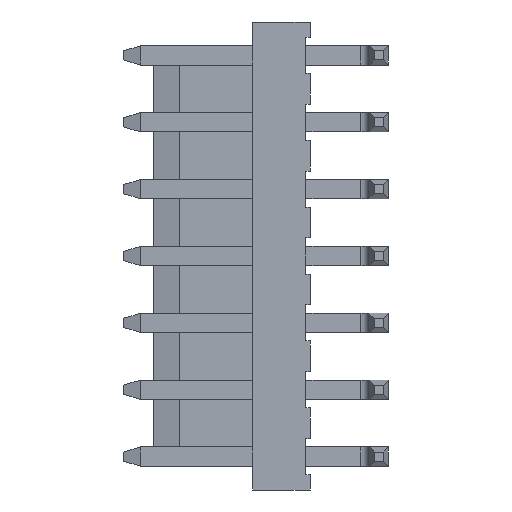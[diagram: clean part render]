
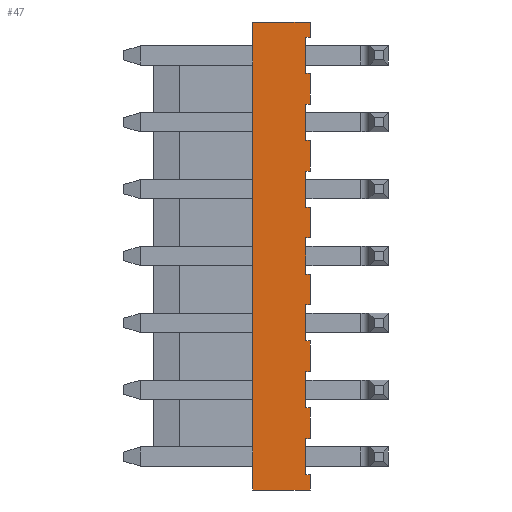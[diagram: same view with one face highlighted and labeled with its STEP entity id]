
A CAD part, left-side view. The second image highlights one B-rep face of the part: STEP entity #47.
In plain terms, the highlighted planar face has unit normal (-1, 0, 0).
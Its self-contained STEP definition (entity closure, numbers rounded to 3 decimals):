
#47=ADVANCED_FACE('',(#247),#248,.T.);
#247=FACE_OUTER_BOUND('',#657,.T.);
#248=PLANE('',#658);
#657=EDGE_LOOP('',(#1072,#1073,#1074,#1075,#1076,#1077,#1078,#1079,#1080,#1081,#1082,#1083,#1084,#1085,#1086,#1087,#1088,#1089,#1090,#1091,#1092,#1093,#1094,#1095,#1096,#1097,#1098,#1099,#1100,#1101,#1102,#1103));
#658=AXIS2_PLACEMENT_3D('',#1104,#1105,#1106);
#1072=ORIENTED_EDGE('',*,*,#2639,.F.);
#1073=ORIENTED_EDGE('',*,*,#2640,.T.);
#1074=ORIENTED_EDGE('',*,*,#2641,.T.);
#1075=ORIENTED_EDGE('',*,*,#2642,.T.);
#1076=ORIENTED_EDGE('',*,*,#2643,.F.);
#1077=ORIENTED_EDGE('',*,*,#2644,.T.);
#1078=ORIENTED_EDGE('',*,*,#2645,.T.);
#1079=ORIENTED_EDGE('',*,*,#2646,.T.);
#1080=ORIENTED_EDGE('',*,*,#2647,.F.);
#1081=ORIENTED_EDGE('',*,*,#2648,.T.);
#1082=ORIENTED_EDGE('',*,*,#2649,.T.);
#1083=ORIENTED_EDGE('',*,*,#2650,.T.);
#1084=ORIENTED_EDGE('',*,*,#2651,.F.);
#1085=ORIENTED_EDGE('',*,*,#2652,.T.);
#1086=ORIENTED_EDGE('',*,*,#2653,.T.);
#1087=ORIENTED_EDGE('',*,*,#2654,.T.);
#1088=ORIENTED_EDGE('',*,*,#2655,.F.);
#1089=ORIENTED_EDGE('',*,*,#2656,.T.);
#1090=ORIENTED_EDGE('',*,*,#2657,.T.);
#1091=ORIENTED_EDGE('',*,*,#2658,.T.);
#1092=ORIENTED_EDGE('',*,*,#2659,.F.);
#1093=ORIENTED_EDGE('',*,*,#2660,.T.);
#1094=ORIENTED_EDGE('',*,*,#2661,.T.);
#1095=ORIENTED_EDGE('',*,*,#2662,.T.);
#1096=ORIENTED_EDGE('',*,*,#2663,.F.);
#1097=ORIENTED_EDGE('',*,*,#2664,.T.);
#1098=ORIENTED_EDGE('',*,*,#2665,.F.);
#1099=ORIENTED_EDGE('',*,*,#2666,.F.);
#1100=ORIENTED_EDGE('',*,*,#2638,.T.);
#1101=ORIENTED_EDGE('',*,*,#2667,.T.);
#1102=ORIENTED_EDGE('',*,*,#2668,.T.);
#1103=ORIENTED_EDGE('',*,*,#2669,.T.);
#1104=CARTESIAN_POINT('',(0.0,1.7,-13.86));
#1105=DIRECTION('',(-1.0,0.0,0.0));
#1106=DIRECTION('',(0.0,0.0,1.0));
#2638=EDGE_CURVE('',#3124,#3128,#3130,.T.);
#2639=EDGE_CURVE('',#3131,#3132,#3133,.T.);
#2640=EDGE_CURVE('',#3131,#3134,#3135,.T.);
#2641=EDGE_CURVE('',#3134,#3136,#3137,.T.);
#2642=EDGE_CURVE('',#3136,#3138,#3139,.T.);
#2643=EDGE_CURVE('',#3140,#3138,#3141,.T.);
#2644=EDGE_CURVE('',#3140,#3142,#3143,.T.);
#2645=EDGE_CURVE('',#3142,#3144,#3145,.T.);
#2646=EDGE_CURVE('',#3144,#3146,#3147,.T.);
#2647=EDGE_CURVE('',#3148,#3146,#3149,.T.);
#2648=EDGE_CURVE('',#3148,#3150,#3151,.T.);
#2649=EDGE_CURVE('',#3150,#3152,#3153,.T.);
#2650=EDGE_CURVE('',#3152,#3154,#3155,.T.);
#2651=EDGE_CURVE('',#3156,#3154,#3157,.T.);
#2652=EDGE_CURVE('',#3156,#3158,#3159,.T.);
#2653=EDGE_CURVE('',#3158,#3160,#3161,.T.);
#2654=EDGE_CURVE('',#3160,#3162,#3163,.T.);
#2655=EDGE_CURVE('',#3164,#3162,#3165,.T.);
#2656=EDGE_CURVE('',#3164,#3166,#3167,.T.);
#2657=EDGE_CURVE('',#3166,#3168,#3169,.T.);
#2658=EDGE_CURVE('',#3168,#3170,#3171,.T.);
#2659=EDGE_CURVE('',#3172,#3170,#3173,.T.);
#2660=EDGE_CURVE('',#3172,#3174,#3175,.T.);
#2661=EDGE_CURVE('',#3174,#3176,#3177,.T.);
#2662=EDGE_CURVE('',#3176,#3178,#3179,.T.);
#2663=EDGE_CURVE('',#3180,#3178,#3181,.T.);
#2664=EDGE_CURVE('',#3180,#3182,#3183,.T.);
#2665=EDGE_CURVE('',#3184,#3182,#3185,.T.);
#2666=EDGE_CURVE('',#3124,#3184,#3186,.T.);
#2667=EDGE_CURVE('',#3128,#3187,#3188,.T.);
#2668=EDGE_CURVE('',#3187,#3189,#3190,.T.);
#2669=EDGE_CURVE('',#3189,#3132,#3191,.T.);
#3124=VERTEX_POINT('',#3918);
#3128=VERTEX_POINT('',#3924);
#3130=LINE('',#3927,#3928);
#3131=VERTEX_POINT('',#3929);
#3132=VERTEX_POINT('',#3930);
#3133=LINE('',#3931,#3932);
#3134=VERTEX_POINT('',#3933);
#3135=LINE('',#3934,#3935);
#3136=VERTEX_POINT('',#3936);
#3137=LINE('',#3937,#3938);
#3138=VERTEX_POINT('',#3939);
#3139=LINE('',#3940,#3941);
#3140=VERTEX_POINT('',#3942);
#3141=LINE('',#3943,#3944);
#3142=VERTEX_POINT('',#3945);
#3143=LINE('',#3946,#3947);
#3144=VERTEX_POINT('',#3948);
#3145=LINE('',#3949,#3950);
#3146=VERTEX_POINT('',#3951);
#3147=LINE('',#3952,#3953);
#3148=VERTEX_POINT('',#3954);
#3149=LINE('',#3955,#3956);
#3150=VERTEX_POINT('',#3957);
#3151=LINE('',#3958,#3959);
#3152=VERTEX_POINT('',#3960);
#3153=LINE('',#3961,#3962);
#3154=VERTEX_POINT('',#3963);
#3155=LINE('',#3964,#3965);
#3156=VERTEX_POINT('',#3966);
#3157=LINE('',#3967,#3968);
#3158=VERTEX_POINT('',#3969);
#3159=LINE('',#3970,#3971);
#3160=VERTEX_POINT('',#3972);
#3161=LINE('',#3973,#3974);
#3162=VERTEX_POINT('',#3975);
#3163=LINE('',#3976,#3977);
#3164=VERTEX_POINT('',#3978);
#3165=LINE('',#3979,#3980);
#3166=VERTEX_POINT('',#3981);
#3167=LINE('',#3982,#3983);
#3168=VERTEX_POINT('',#3984);
#3169=LINE('',#3985,#3986);
#3170=VERTEX_POINT('',#3987);
#3171=LINE('',#3988,#3989);
#3172=VERTEX_POINT('',#3990);
#3173=LINE('',#3991,#3992);
#3174=VERTEX_POINT('',#3993);
#3175=LINE('',#3994,#3995);
#3176=VERTEX_POINT('',#3996);
#3177=LINE('',#3997,#3998);
#3178=VERTEX_POINT('',#3999);
#3179=LINE('',#4000,#4001);
#3180=VERTEX_POINT('',#4002);
#3181=LINE('',#4003,#4004);
#3182=VERTEX_POINT('',#4005);
#3183=LINE('',#4006,#4007);
#3184=VERTEX_POINT('',#4008);
#3185=LINE('',#4009,#4010);
#3186=LINE('',#4011,#4012);
#3187=VERTEX_POINT('',#4013);
#3188=LINE('',#4014,#4015);
#3189=VERTEX_POINT('',#4016);
#3190=LINE('',#4017,#4018);
#3191=LINE('',#4019,#4020);
#3918=CARTESIAN_POINT('',(0.0,1.7,-13.86));
#3924=CARTESIAN_POINT('',(0.0,-1.7,-13.86));
#3927=CARTESIAN_POINT('',(0.0,1.7,-13.86));
#3928=VECTOR('',#5174,3.4);
#3929=CARTESIAN_POINT('',(0.0,-1.7,-10.81));
#3930=CARTESIAN_POINT('',(0.0,-1.45,-10.81));
#3931=CARTESIAN_POINT('',(0.0,-1.7,-10.81));
#3932=VECTOR('',#5175,0.25);
#3933=CARTESIAN_POINT('',(0.0,-1.7,-8.99));
#3934=CARTESIAN_POINT('',(0.0,-1.7,-10.81));
#3935=VECTOR('',#5176,1.82);
#3936=CARTESIAN_POINT('',(0.0,-1.45,-8.99));
#3937=CARTESIAN_POINT('',(0.0,-1.7,-8.99));
#3938=VECTOR('',#5177,0.25);
#3939=CARTESIAN_POINT('',(0.0,-1.45,-6.85));
#3940=CARTESIAN_POINT('',(0.0,-1.45,-8.99));
#3941=VECTOR('',#5178,2.14);
#3942=CARTESIAN_POINT('',(0.0,-1.7,-6.85));
#3943=CARTESIAN_POINT('',(0.0,-1.7,-6.85));
#3944=VECTOR('',#5179,0.25);
#3945=CARTESIAN_POINT('',(0.0,-1.7,-5.03));
#3946=CARTESIAN_POINT('',(0.0,-1.7,-6.85));
#3947=VECTOR('',#5180,1.82);
#3948=CARTESIAN_POINT('',(0.0,-1.45,-5.03));
#3949=CARTESIAN_POINT('',(0.0,-1.7,-5.03));
#3950=VECTOR('',#5181,0.25);
#3951=CARTESIAN_POINT('',(0.0,-1.45,-2.89));
#3952=CARTESIAN_POINT('',(0.0,-1.45,-5.03));
#3953=VECTOR('',#5182,2.14);
#3954=CARTESIAN_POINT('',(0.0,-1.7,-2.89));
#3955=CARTESIAN_POINT('',(0.0,-1.7,-2.89));
#3956=VECTOR('',#5183,0.25);
#3957=CARTESIAN_POINT('',(0.0,-1.7,-1.07));
#3958=CARTESIAN_POINT('',(0.0,-1.7,-2.89));
#3959=VECTOR('',#5184,1.82);
#3960=CARTESIAN_POINT('',(0.0,-1.45,-1.07));
#3961=CARTESIAN_POINT('',(0.0,-1.7,-1.07));
#3962=VECTOR('',#5185,0.25);
#3963=CARTESIAN_POINT('',(0.0,-1.45,1.07));
#3964=CARTESIAN_POINT('',(0.0,-1.45,-1.07));
#3965=VECTOR('',#5186,2.14);
#3966=CARTESIAN_POINT('',(0.0,-1.7,1.07));
#3967=CARTESIAN_POINT('',(0.0,-1.7,1.07));
#3968=VECTOR('',#5187,0.25);
#3969=CARTESIAN_POINT('',(0.0,-1.7,2.89));
#3970=CARTESIAN_POINT('',(0.0,-1.7,1.07));
#3971=VECTOR('',#5188,1.82);
#3972=CARTESIAN_POINT('',(0.0,-1.45,2.89));
#3973=CARTESIAN_POINT('',(0.0,-1.7,2.89));
#3974=VECTOR('',#5189,0.25);
#3975=CARTESIAN_POINT('',(0.0,-1.45,5.03));
#3976=CARTESIAN_POINT('',(0.0,-1.45,2.89));
#3977=VECTOR('',#5190,2.14);
#3978=CARTESIAN_POINT('',(0.0,-1.7,5.03));
#3979=CARTESIAN_POINT('',(0.0,-1.7,5.03));
#3980=VECTOR('',#5191,0.25);
#3981=CARTESIAN_POINT('',(0.0,-1.7,6.85));
#3982=CARTESIAN_POINT('',(0.0,-1.7,5.03));
#3983=VECTOR('',#5192,1.82);
#3984=CARTESIAN_POINT('',(0.0,-1.45,6.85));
#3985=CARTESIAN_POINT('',(0.0,-1.7,6.85));
#3986=VECTOR('',#5193,0.25);
#3987=CARTESIAN_POINT('',(0.0,-1.45,8.99));
#3988=CARTESIAN_POINT('',(0.0,-1.45,6.85));
#3989=VECTOR('',#5194,2.14);
#3990=CARTESIAN_POINT('',(0.0,-1.7,8.99));
#3991=CARTESIAN_POINT('',(0.0,-1.7,8.99));
#3992=VECTOR('',#5195,0.25);
#3993=CARTESIAN_POINT('',(0.0,-1.7,10.81));
#3994=CARTESIAN_POINT('',(0.0,-1.7,8.99));
#3995=VECTOR('',#5196,1.82);
#3996=CARTESIAN_POINT('',(0.0,-1.45,10.81));
#3997=CARTESIAN_POINT('',(0.0,-1.7,10.81));
#3998=VECTOR('',#5197,0.25);
#3999=CARTESIAN_POINT('',(0.0,-1.45,12.95));
#4000=CARTESIAN_POINT('',(0.0,-1.45,10.81));
#4001=VECTOR('',#5198,2.14);
#4002=CARTESIAN_POINT('',(0.0,-1.7,12.95));
#4003=CARTESIAN_POINT('',(0.0,-1.7,12.95));
#4004=VECTOR('',#5199,0.25);
#4005=CARTESIAN_POINT('',(0.0,-1.7,13.86));
#4006=CARTESIAN_POINT('',(0.0,-1.7,12.95));
#4007=VECTOR('',#5200,0.91);
#4008=CARTESIAN_POINT('',(0.0,1.7,13.86));
#4009=CARTESIAN_POINT('',(0.0,1.7,13.86));
#4010=VECTOR('',#5201,3.4);
#4011=CARTESIAN_POINT('',(0.0,1.7,-13.86));
#4012=VECTOR('',#5202,27.72);
#4013=CARTESIAN_POINT('',(0.0,-1.7,-12.95));
#4014=CARTESIAN_POINT('',(0.0,-1.7,-13.86));
#4015=VECTOR('',#5203,0.91);
#4016=CARTESIAN_POINT('',(0.0,-1.45,-12.95));
#4017=CARTESIAN_POINT('',(0.0,-1.7,-12.95));
#4018=VECTOR('',#5204,0.25);
#4019=CARTESIAN_POINT('',(0.0,-1.45,-12.95));
#4020=VECTOR('',#5205,2.14);
#5174=DIRECTION('',(0.0,-1.0,0.0));
#5175=DIRECTION('',(0.0,1.0,0.0));
#5176=DIRECTION('',(0.0,0.0,1.0));
#5177=DIRECTION('',(0.0,1.0,0.0));
#5178=DIRECTION('',(0.0,0.0,1.0));
#5179=DIRECTION('',(0.0,1.0,0.0));
#5180=DIRECTION('',(0.0,0.0,1.0));
#5181=DIRECTION('',(0.0,1.0,0.0));
#5182=DIRECTION('',(0.0,0.0,1.0));
#5183=DIRECTION('',(0.0,1.0,0.0));
#5184=DIRECTION('',(0.0,0.0,1.0));
#5185=DIRECTION('',(0.0,1.0,0.0));
#5186=DIRECTION('',(0.0,0.0,1.0));
#5187=DIRECTION('',(0.0,1.0,0.0));
#5188=DIRECTION('',(0.0,0.0,1.0));
#5189=DIRECTION('',(0.0,1.0,0.0));
#5190=DIRECTION('',(0.0,0.0,1.0));
#5191=DIRECTION('',(0.0,1.0,0.0));
#5192=DIRECTION('',(0.0,0.0,1.0));
#5193=DIRECTION('',(0.0,1.0,0.0));
#5194=DIRECTION('',(0.0,0.0,1.0));
#5195=DIRECTION('',(0.0,1.0,0.0));
#5196=DIRECTION('',(0.0,0.0,1.0));
#5197=DIRECTION('',(0.0,1.0,0.0));
#5198=DIRECTION('',(0.0,0.0,1.0));
#5199=DIRECTION('',(0.0,1.0,0.0));
#5200=DIRECTION('',(0.0,0.0,1.0));
#5201=DIRECTION('',(0.0,-1.0,0.0));
#5202=DIRECTION('',(0.0,0.0,1.0));
#5203=DIRECTION('',(0.0,0.0,1.0));
#5204=DIRECTION('',(0.0,1.0,0.0));
#5205=DIRECTION('',(0.0,0.0,1.0));
